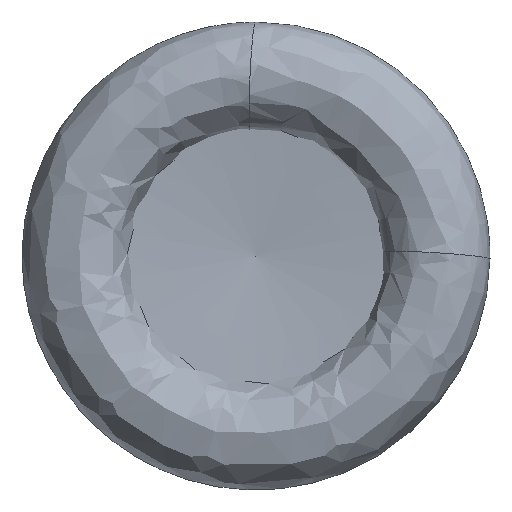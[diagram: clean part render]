
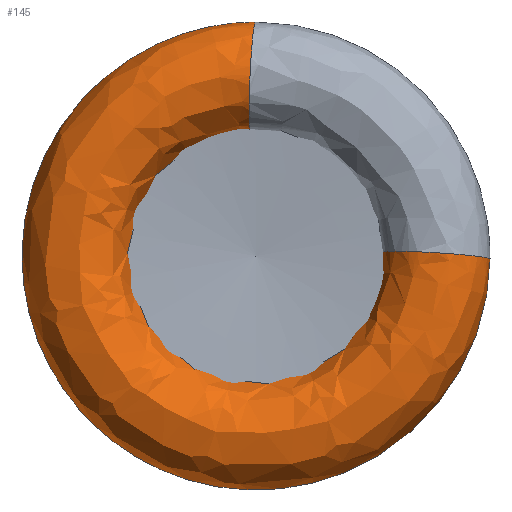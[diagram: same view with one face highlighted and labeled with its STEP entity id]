
A CAD part, left-side view. The second image highlights one B-rep face of the part: STEP entity #145.
In plain terms, the highlighted free-form (B-spline) face has degree [3, 3] with [7, 7] control points.
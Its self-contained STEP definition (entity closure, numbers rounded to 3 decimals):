
#145=ADVANCED_FACE('',(#160,#161),#158,.F.);
#158=(
BOUNDED_SURFACE()
B_SPLINE_SURFACE(3,3,((#344,#345,#346,#347,#348,#349,#350),(#351,#352,#353,
#354,#355,#356,#357),(#358,#359,#360,#361,#362,#363,#364),(#365,#366,#367,
#368,#369,#370,#371),(#372,#373,#374,#375,#376,#377,#378),(#379,#380,#381,
#382,#383,#384,#385),(#386,#387,#388,#389,#390,#391,#392)),
 .UNSPECIFIED.,.T.,.F.,.F.)
B_SPLINE_SURFACE_WITH_KNOTS((1,3,3,3,1),(4,3,4),(-0.5,0.,0.5,1.,1.5),(0.,
0.5,1.),.UNSPECIFIED.)
GEOMETRIC_REPRESENTATION_ITEM()
RATIONAL_B_SPLINE_SURFACE(((1.,0.591,0.591,1.,0.591,
0.591,1.),(0.333,0.197,0.197,
0.333,0.197,0.197,0.333),
(0.333,0.197,0.197,0.333,
0.197,0.197,0.333),(1.,0.591,
0.591,1.,0.591,0.591,1.),(0.333,
0.197,0.197,0.333,0.197,
0.197,0.333),(0.333,0.197,
0.197,0.333,0.197,0.197,
0.333),(1.,0.591,0.591,1.,0.591,
0.591,1.)))
REPRESENTATION_ITEM('')
SURFACE()
);
#160=FACE_BOUND('',#184,.T.);
#161=FACE_BOUND('',#185,.T.);
#184=EDGE_LOOP('',(#208));
#185=EDGE_LOOP('',(#209));
#208=ORIENTED_EDGE('',*,*,#245,.T.);
#209=ORIENTED_EDGE('',*,*,#246,.F.);
#232=VERTEX_POINT('',#341);
#233=VERTEX_POINT('',#343);
#245=EDGE_CURVE('',#232,#232,#257,.T.);
#246=EDGE_CURVE('',#233,#233,#258,.T.);
#257=CIRCLE('',#270,6.);
#258=CIRCLE('',#271,6.);
#270=AXIS2_PLACEMENT_3D('',#340,#294,#295);
#271=AXIS2_PLACEMENT_3D('',#342,#296,#297);
#294=DIRECTION('',(0.052,0.998,0.046));
#295=DIRECTION('',(0.,-0.046,0.999));
#296=DIRECTION('',(0.052,-0.061,0.997));
#297=DIRECTION('',(0.,-0.998,-0.061));
#340=CARTESIAN_POINT('',(5.992,0.348,20.007));
#341=CARTESIAN_POINT('',(5.992,0.071,26.));
#342=CARTESIAN_POINT('',(5.992,-20.01,0.053));
#343=CARTESIAN_POINT('',(5.992,-25.998,-0.313));
#344=CARTESIAN_POINT('',(5.992,-25.998,-0.313));
#345=CARTESIAN_POINT('',(5.992,-25.672,-27.379));
#346=CARTESIAN_POINT('',(5.992,-0.579,-37.528));
#347=CARTESIAN_POINT('',(5.992,18.471,-18.299));
#348=CARTESIAN_POINT('',(5.992,37.521,0.93));
#349=CARTESIAN_POINT('',(5.992,27.138,25.927));
#350=CARTESIAN_POINT('',(5.992,0.071,26.));
#351=CARTESIAN_POINT('',(17.975,-25.96,-0.94));
#352=CARTESIAN_POINT('',(17.975,-24.981,-27.966));
#353=CARTESIAN_POINT('',(17.975,0.327,-37.497));
#354=CARTESIAN_POINT('',(17.975,18.89,-17.832));
#355=CARTESIAN_POINT('',(17.975,37.454,1.834));
#356=CARTESIAN_POINT('',(17.975,26.48,26.551));
#357=CARTESIAN_POINT('',(17.975,-0.557,25.971));
#358=CARTESIAN_POINT('',(17.975,-13.982,-0.208));
#359=CARTESIAN_POINT('',(17.975,-13.766,-14.764));
#360=CARTESIAN_POINT('',(17.975,-0.255,-20.185));
#361=CARTESIAN_POINT('',(17.975,9.962,-9.814));
#362=CARTESIAN_POINT('',(17.975,20.179,0.557));
#363=CARTESIAN_POINT('',(17.975,14.557,13.985));
#364=CARTESIAN_POINT('',(17.975,-0.001,13.984));
#365=CARTESIAN_POINT('',(5.992,-14.021,0.419));
#366=CARTESIAN_POINT('',(5.992,-14.457,-14.177));
#367=CARTESIAN_POINT('',(5.992,-1.161,-20.215));
#368=CARTESIAN_POINT('',(5.992,9.542,-10.281));
#369=CARTESIAN_POINT('',(5.992,20.245,-0.348));
#370=CARTESIAN_POINT('',(5.992,15.214,13.361));
#371=CARTESIAN_POINT('',(5.992,0.626,14.013));
#372=CARTESIAN_POINT('',(-5.992,-14.059,1.046));
#373=CARTESIAN_POINT('',(-5.992,-15.148,-13.59));
#374=CARTESIAN_POINT('',(-5.992,-2.067,-20.246));
#375=CARTESIAN_POINT('',(-5.992,9.123,-10.749));
#376=CARTESIAN_POINT('',(-5.992,20.312,-1.252));
#377=CARTESIAN_POINT('',(-5.992,15.872,12.737));
#378=CARTESIAN_POINT('',(-5.992,1.254,14.042));
#379=CARTESIAN_POINT('',(-5.992,-26.037,0.313));
#380=CARTESIAN_POINT('',(-5.992,-26.363,-26.792));
#381=CARTESIAN_POINT('',(-5.992,-1.485,-37.558));
#382=CARTESIAN_POINT('',(-5.992,18.051,-18.766));
#383=CARTESIAN_POINT('',(-5.992,37.587,0.026));
#384=CARTESIAN_POINT('',(-5.992,27.795,25.303));
#385=CARTESIAN_POINT('',(-5.992,0.698,26.029));
#386=CARTESIAN_POINT('',(5.992,-25.998,-0.313));
#387=CARTESIAN_POINT('',(5.992,-25.672,-27.379));
#388=CARTESIAN_POINT('',(5.992,-0.579,-37.528));
#389=CARTESIAN_POINT('',(5.992,18.471,-18.299));
#390=CARTESIAN_POINT('',(5.992,37.521,0.93));
#391=CARTESIAN_POINT('',(5.992,27.138,25.927));
#392=CARTESIAN_POINT('',(5.992,0.071,26.));
